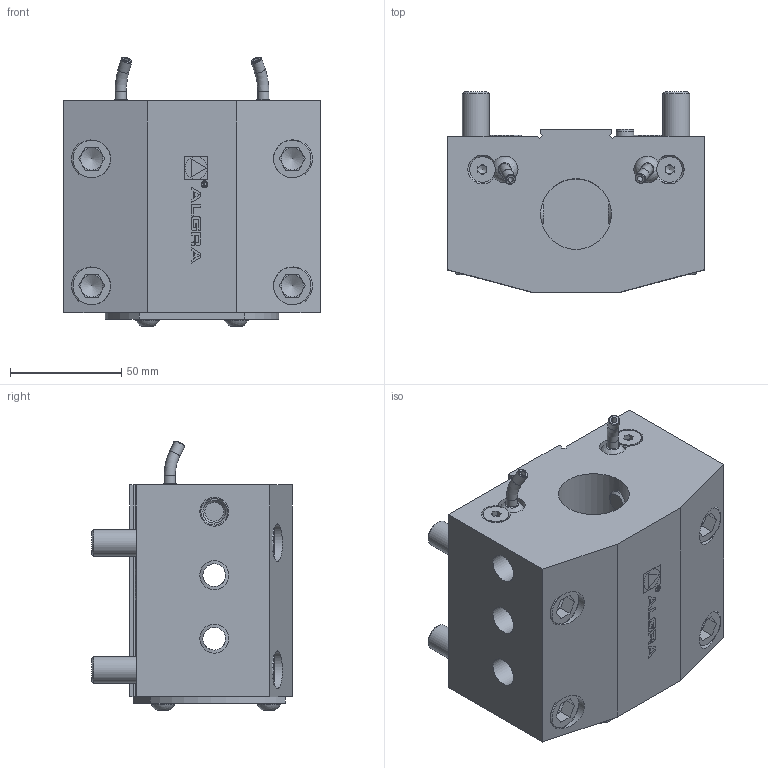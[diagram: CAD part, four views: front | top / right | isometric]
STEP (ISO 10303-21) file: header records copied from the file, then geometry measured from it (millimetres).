
FILE_DESCRIPTION (( 'STEP AP214' ), '1' );
FILE_NAME ('A_PU1-32-P07.STEP', '2021-06-25T11:33:22', ( '' ), ( '' ), 'SwSTEP 2.0', 'SolidWorks 2016', '' );
FILE_SCHEMA (( 'AUTOMOTIVE_DESIGN' ));
Length unit declared in the file: millimetre
Products named in the file (1): A_PU1-32-P07
Bounding box: 115 x 90.01 x 120.87 mm (x, y, z)
Surface area: 97017.2 mm2 (no closed solid volume)
Topology: 0 solids, 34 shells, 226 faces, 704 edges, 488 vertices
Faces by surface type: plane 139, cylinder 50, cone 23, torus 10, sphere 4
Full cylindrical faces by diameter (mm): 2.5 x2, 3 x1, 4.2 x1, 5 x4, 5.3 x1, 6 x2, 8 x1, 8.5 x2, 10.132 x1, 10.2 x2, 10.5 x2, 11.57 x2, 12 x6, 13 x10, 17 x4, 18 x4, 31.75 x1
Entity records: 10359 total; most frequent: CARTESIAN_POINT 2158, DIRECTION 1208, ORIENTED_EDGE 918, EDGE_CURVE 576, VERTEX_POINT 446, AXIS2_PLACEMENT_3D 429, EDGE_LOOP 352, LINE 350
